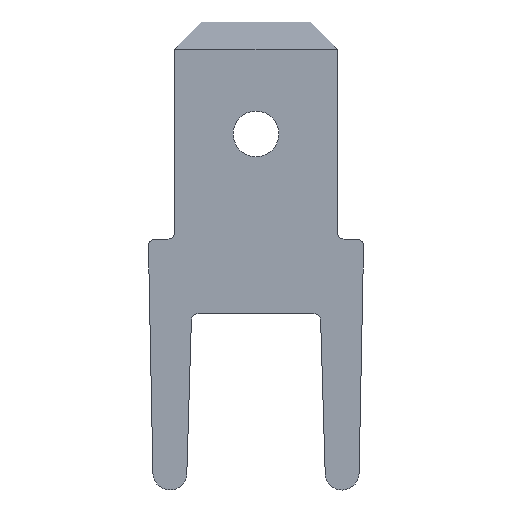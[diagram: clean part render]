
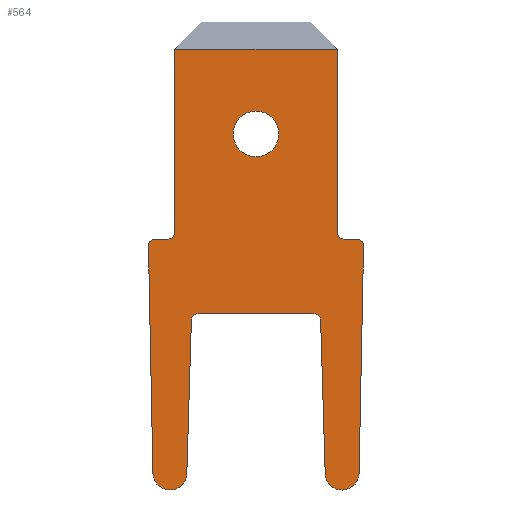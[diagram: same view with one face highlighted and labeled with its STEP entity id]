
A CAD part, front view. The second image highlights one B-rep face of the part: STEP entity #564.
In plain terms, the highlighted planar face has unit normal (0, -1, 0).
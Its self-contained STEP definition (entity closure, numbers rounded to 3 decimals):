
#135=CARTESIAN_POINT('',(0.,0.,-3.3));
#136=DIRECTION('',(0.,-1.,0.));
#137=DIRECTION('',(1.,0.,0.));
#138=AXIS2_PLACEMENT_3D('',#135,#136,#137);
#140=CARTESIAN_POINT('',(0.,0.,-3.3));
#141=DIRECTION('',(0.,-1.,0.));
#142=DIRECTION('',(-1.,0.,0.));
#143=AXIS2_PLACEMENT_3D('',#140,#141,#142);
#145=CARTESIAN_POINT('',(2.971,0.,-6.6));
#146=DIRECTION('',(0.,-1.,0.));
#147=DIRECTION('',(1.,0.,-0.02));
#148=AXIS2_PLACEMENT_3D('',#145,#146,#147);
#150=DIRECTION('',(-0.02,0.,-1.));
#151=VECTOR('',#150,6.707);
#152=CARTESIAN_POINT('',(3.171,0.,-6.604));
#153=LINE('',#152,#151);
#154=CARTESIAN_POINT('',(2.54,0.,-13.3));
#155=DIRECTION('',(0.,1.,0.));
#156=DIRECTION('',(1.,0.,-0.02));
#157=AXIS2_PLACEMENT_3D('',#154,#155,#156);
#159=DIRECTION('',(-0.03,0.,1.));
#160=VECTOR('',#159,4.523);
#161=CARTESIAN_POINT('',(2.04,0.,-13.315));
#162=LINE('',#161,#160);
#163=DIRECTION('',(-1.,0.,0.));
#164=VECTOR('',#163,3.412);
#165=CARTESIAN_POINT('',(1.706,0.,-8.6));
#166=LINE('',#165,#164);
#167=DIRECTION('',(-0.03,0.,-1.));
#168=VECTOR('',#167,4.523);
#169=CARTESIAN_POINT('',(-1.906,0.,-8.794));
#170=LINE('',#169,#168);
#171=CARTESIAN_POINT('',(-2.54,0.,-13.3));
#172=DIRECTION('',(0.,1.,0.));
#173=DIRECTION('',(1.,0.,-0.03));
#174=AXIS2_PLACEMENT_3D('',#171,#172,#173);
#176=DIRECTION('',(-0.02,0.,1.));
#177=VECTOR('',#176,6.707);
#178=CARTESIAN_POINT('',(-3.04,0.,-13.31));
#179=LINE('',#178,#177);
#180=CARTESIAN_POINT('',(-2.971,0.,-6.6));
#181=DIRECTION('',(0.,-1.,0.));
#182=DIRECTION('',(0.,0.,1.));
#183=AXIS2_PLACEMENT_3D('',#180,#181,#182);
#185=DIRECTION('',(1.,0.,0.));
#186=VECTOR('',#185,0.371);
#187=CARTESIAN_POINT('',(-2.971,0.,-6.4));
#188=LINE('',#187,#186);
#189=DIRECTION('',(0.,0.,1.));
#190=VECTOR('',#189,5.4);
#191=CARTESIAN_POINT('',(-2.4,0.,-6.2));
#192=LINE('',#191,#190);
#193=DIRECTION('',(1.,0.,0.));
#194=VECTOR('',#193,4.8);
#195=CARTESIAN_POINT('',(-2.4,0.,-0.8));
#196=LINE('',#195,#194);
#197=DIRECTION('',(0.,0.,-1.));
#198=VECTOR('',#197,5.4);
#199=CARTESIAN_POINT('',(2.4,0.,-0.8));
#200=LINE('',#199,#198);
#201=DIRECTION('',(1.,0.,0.));
#202=VECTOR('',#201,0.371);
#203=CARTESIAN_POINT('',(2.6,0.,-6.4));
#204=LINE('',#203,#202);
#291=CARTESIAN_POINT('',(2.6,0.,-6.2));
#292=DIRECTION('',(0.,1.,0.));
#293=DIRECTION('',(0.,0.,-1.));
#294=AXIS2_PLACEMENT_3D('',#291,#292,#293);
#337=CARTESIAN_POINT('',(-2.6,0.,-6.2));
#338=DIRECTION('',(0.,1.,0.));
#339=DIRECTION('',(1.,0.,0.));
#340=AXIS2_PLACEMENT_3D('',#337,#338,#339);
#371=CARTESIAN_POINT('',(-1.706,0.,-8.8));
#372=DIRECTION('',(0.,1.,0.));
#373=DIRECTION('',(-1.,0.,0.03));
#374=AXIS2_PLACEMENT_3D('',#371,#372,#373);
#389=CARTESIAN_POINT('',(1.706,0.,-8.8));
#390=DIRECTION('',(0.,1.,0.));
#391=DIRECTION('',(0.,0.,1.));
#392=AXIS2_PLACEMENT_3D('',#389,#390,#391);
#427=CARTESIAN_POINT('',(3.04,0.,-13.31));
#428=CARTESIAN_POINT('',(2.04,0.,-13.315));
#429=VERTEX_POINT('',#427);
#430=VERTEX_POINT('',#428);
#431=CARTESIAN_POINT('',(-2.04,0.,-13.315));
#432=CARTESIAN_POINT('',(-3.04,0.,-13.31));
#433=VERTEX_POINT('',#431);
#434=VERTEX_POINT('',#432);
#443=CARTESIAN_POINT('',(0.675,0.,-3.3));
#444=CARTESIAN_POINT('',(-0.675,0.,-3.3));
#445=VERTEX_POINT('',#443);
#446=VERTEX_POINT('',#444);
#451=CARTESIAN_POINT('',(-2.4,0.,-0.8));
#452=CARTESIAN_POINT('',(2.4,0.,-0.8));
#453=VERTEX_POINT('',#451);
#454=VERTEX_POINT('',#452);
#467=CARTESIAN_POINT('',(2.6,0.,-6.4));
#469=VERTEX_POINT('',#467);
#471=CARTESIAN_POINT('',(2.4,0.,-6.2));
#473=VERTEX_POINT('',#471);
#475=CARTESIAN_POINT('',(-2.4,0.,-6.2));
#477=VERTEX_POINT('',#475);
#479=CARTESIAN_POINT('',(-2.6,0.,-6.4));
#481=VERTEX_POINT('',#479);
#483=CARTESIAN_POINT('',(1.706,0.,-8.6));
#485=VERTEX_POINT('',#483);
#487=CARTESIAN_POINT('',(1.906,0.,-8.794));
#489=VERTEX_POINT('',#487);
#491=CARTESIAN_POINT('',(-1.906,0.,-8.794));
#493=VERTEX_POINT('',#491);
#495=CARTESIAN_POINT('',(-1.706,0.,-8.6));
#497=VERTEX_POINT('',#495);
#499=CARTESIAN_POINT('',(3.171,0.,-6.604));
#500=CARTESIAN_POINT('',(2.971,0.,-6.4));
#501=VERTEX_POINT('',#499);
#502=VERTEX_POINT('',#500);
#507=CARTESIAN_POINT('',(-2.971,0.,-6.4));
#508=CARTESIAN_POINT('',(-3.171,0.,-6.604));
#509=VERTEX_POINT('',#507);
#510=VERTEX_POINT('',#508);
#515=CARTESIAN_POINT('',(0.,0.,0.));
#516=DIRECTION('',(0.,1.,0.));
#517=DIRECTION('',(1.,0.,0.));
#518=AXIS2_PLACEMENT_3D('',#515,#516,#517);
#519=PLANE('',#518);
#521=ORIENTED_EDGE('',*,*,#520,.F.);
#523=ORIENTED_EDGE('',*,*,#522,.T.);
#525=ORIENTED_EDGE('',*,*,#524,.T.);
#527=ORIENTED_EDGE('',*,*,#526,.T.);
#529=ORIENTED_EDGE('',*,*,#528,.F.);
#531=ORIENTED_EDGE('',*,*,#530,.T.);
#533=ORIENTED_EDGE('',*,*,#532,.F.);
#535=ORIENTED_EDGE('',*,*,#534,.T.);
#537=ORIENTED_EDGE('',*,*,#536,.T.);
#539=ORIENTED_EDGE('',*,*,#538,.T.);
#541=ORIENTED_EDGE('',*,*,#540,.F.);
#543=ORIENTED_EDGE('',*,*,#542,.T.);
#545=ORIENTED_EDGE('',*,*,#544,.F.);
#547=ORIENTED_EDGE('',*,*,#546,.T.);
#549=ORIENTED_EDGE('',*,*,#548,.T.);
#551=ORIENTED_EDGE('',*,*,#550,.T.);
#553=ORIENTED_EDGE('',*,*,#552,.F.);
#555=ORIENTED_EDGE('',*,*,#554,.T.);
#556=EDGE_LOOP('',(#521,#523,#525,#527,#529,#531,#533,#535,#537,#539,#541,#543,
#545,#547,#549,#551,#553,#555));
#557=FACE_OUTER_BOUND('',#556,.F.);
#559=ORIENTED_EDGE('',*,*,#558,.T.);
#561=ORIENTED_EDGE('',*,*,#560,.T.);
#562=EDGE_LOOP('',(#559,#561));
#563=FACE_BOUND('',#562,.F.);
#139=CIRCLE('',#138,0.675);
#144=CIRCLE('',#143,0.675);
#149=CIRCLE('',#148,0.2);
#158=CIRCLE('',#157,0.5);
#175=CIRCLE('',#174,0.5);
#184=CIRCLE('',#183,0.2);
#295=CIRCLE('',#294,0.2);
#341=CIRCLE('',#340,0.2);
#375=CIRCLE('',#374,0.2);
#393=CIRCLE('',#392,0.2);
#520=EDGE_CURVE('',#501,#502,#149,.T.);
#522=EDGE_CURVE('',#501,#429,#153,.T.);
#524=EDGE_CURVE('',#429,#430,#158,.T.);
#526=EDGE_CURVE('',#430,#489,#162,.T.);
#528=EDGE_CURVE('',#485,#489,#393,.T.);
#530=EDGE_CURVE('',#485,#497,#166,.T.);
#532=EDGE_CURVE('',#493,#497,#375,.T.);
#534=EDGE_CURVE('',#493,#433,#170,.T.);
#536=EDGE_CURVE('',#433,#434,#175,.T.);
#538=EDGE_CURVE('',#434,#510,#179,.T.);
#540=EDGE_CURVE('',#509,#510,#184,.T.);
#542=EDGE_CURVE('',#509,#481,#188,.T.);
#544=EDGE_CURVE('',#477,#481,#341,.T.);
#546=EDGE_CURVE('',#477,#453,#192,.T.);
#548=EDGE_CURVE('',#453,#454,#196,.T.);
#550=EDGE_CURVE('',#454,#473,#200,.T.);
#552=EDGE_CURVE('',#469,#473,#295,.T.);
#554=EDGE_CURVE('',#469,#502,#204,.T.);
#558=EDGE_CURVE('',#445,#446,#139,.T.);
#560=EDGE_CURVE('',#446,#445,#144,.T.);
#564=ADVANCED_FACE('',(#557,#563),#519,.F.);
